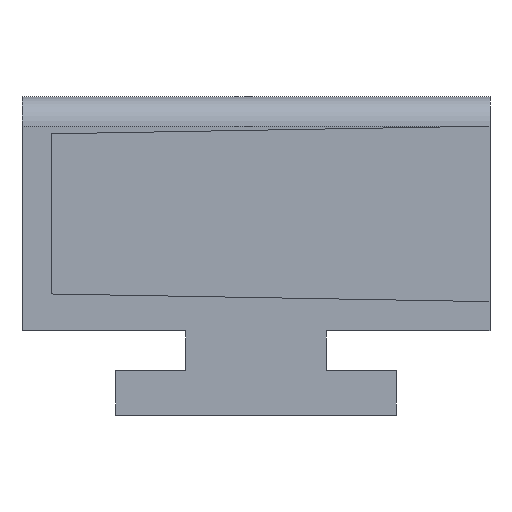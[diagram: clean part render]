
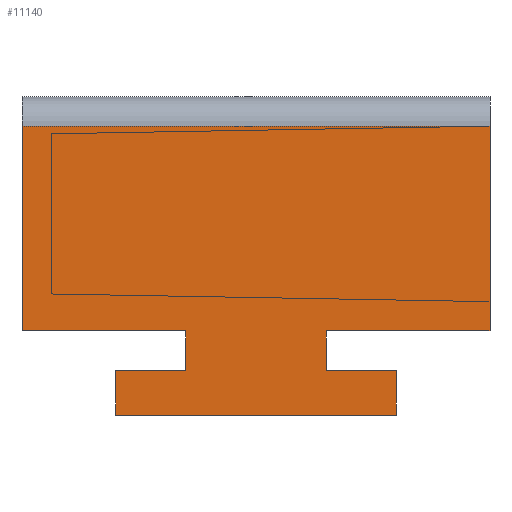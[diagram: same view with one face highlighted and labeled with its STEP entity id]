
A CAD part, front view. The second image highlights one B-rep face of the part: STEP entity #11140.
In plain terms, the highlighted planar face has unit normal (0, -1, 0).
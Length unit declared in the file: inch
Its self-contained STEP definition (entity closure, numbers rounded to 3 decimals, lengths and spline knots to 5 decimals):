
#11124=AXIS2_PLACEMENT_3D('Plane Axis2P3D',#11121,#11122,#11123) ;
#52=CARTESIAN_POINT('Vertex',(-0.3,0.,-0.17)) ;
#55=CARTESIAN_POINT('Line Origine',(-0.3,0.,-0.085)) ;
#59=CARTESIAN_POINT('Vertex',(-0.3,0.,0.)) ;
#123=CARTESIAN_POINT('Vertex',(0.3,0.,0.)) ;
#126=CARTESIAN_POINT('Line Origine',(0.3,0.,-0.085)) ;
#130=CARTESIAN_POINT('Vertex',(0.3,0.,-0.17)) ;
#330=CARTESIAN_POINT('Vertex',(-1.,0.,0.)) ;
#333=CARTESIAN_POINT('Line Origine',(-1.,0.,0.4375)) ;
#337=CARTESIAN_POINT('Vertex',(-1.,0.,0.875)) ;
#2261=CARTESIAN_POINT('Line Origine',(0.,0.,0.875)) ;
#2265=CARTESIAN_POINT('Vertex',(1.,0.,0.875)) ;
#2460=CARTESIAN_POINT('Line Origine',(-0.65,0.,0.)) ;
#7058=CARTESIAN_POINT('Line Origine',(1.,0.,0.4375)) ;
#7062=CARTESIAN_POINT('Vertex',(1.,0.,0.)) ;
#8086=CARTESIAN_POINT('Line Origine',(0.65,0.,0.)) ;
#8353=CARTESIAN_POINT('Vertex',(-0.6,0.,-0.17)) ;
#8356=CARTESIAN_POINT('Line Origine',(-0.45,0.,-0.17)) ;
#8519=CARTESIAN_POINT('Vertex',(-0.6,0.,-0.36)) ;
#8522=CARTESIAN_POINT('Line Origine',(-0.6,0.,-0.265)) ;
#8543=CARTESIAN_POINT('Vertex',(0.6,0.,-0.36)) ;
#8546=CARTESIAN_POINT('Line Origine',(0.,0.,-0.36)) ;
#8567=CARTESIAN_POINT('Vertex',(0.6,0.,-0.17)) ;
#8570=CARTESIAN_POINT('Line Origine',(0.6,0.,-0.265)) ;
#8610=CARTESIAN_POINT('Line Origine',(0.45,0.,-0.17)) ;
#11121=CARTESIAN_POINT('Axis2P3D Location',(0.,0.,0.)) ;
#56=DIRECTION('Vector Direction',(0.,0.,-1.)) ;
#127=DIRECTION('Vector Direction',(0.,0.,1.)) ;
#334=DIRECTION('Vector Direction',(0.,0.,-1.)) ;
#2262=DIRECTION('Vector Direction',(1.,0.,0.)) ;
#2461=DIRECTION('Vector Direction',(-1.,0.,0.)) ;
#7059=DIRECTION('Vector Direction',(0.,0.,1.)) ;
#8087=DIRECTION('Vector Direction',(-1.,0.,0.)) ;
#8357=DIRECTION('Vector Direction',(-1.,0.,0.)) ;
#8523=DIRECTION('Vector Direction',(0.,0.,-1.)) ;
#8547=DIRECTION('Vector Direction',(1.,0.,0.)) ;
#8571=DIRECTION('Vector Direction',(0.,0.,1.)) ;
#8611=DIRECTION('Vector Direction',(-1.,0.,0.)) ;
#11122=DIRECTION('Axis2P3D Direction',(0.,-1.,0.)) ;
#11123=DIRECTION('Axis2P3D XDirection',(1.,0.,0.)) ;
#57=VECTOR('Line Direction',#56,0.03937) ;
#128=VECTOR('Line Direction',#127,0.03937) ;
#335=VECTOR('Line Direction',#334,0.03937) ;
#2263=VECTOR('Line Direction',#2262,0.03937) ;
#2462=VECTOR('Line Direction',#2461,0.03937) ;
#7060=VECTOR('Line Direction',#7059,0.03937) ;
#8088=VECTOR('Line Direction',#8087,0.03937) ;
#8358=VECTOR('Line Direction',#8357,0.03937) ;
#8524=VECTOR('Line Direction',#8523,0.03937) ;
#8548=VECTOR('Line Direction',#8547,0.03937) ;
#8572=VECTOR('Line Direction',#8571,0.03937) ;
#8612=VECTOR('Line Direction',#8611,0.03937) ;
#11127=ORIENTED_EDGE('',*,*,#339,.T.) ;
#11128=ORIENTED_EDGE('',*,*,#2464,.T.) ;
#11129=ORIENTED_EDGE('',*,*,#61,.T.) ;
#11130=ORIENTED_EDGE('',*,*,#8360,.T.) ;
#11131=ORIENTED_EDGE('',*,*,#8526,.T.) ;
#11132=ORIENTED_EDGE('',*,*,#8550,.T.) ;
#11133=ORIENTED_EDGE('',*,*,#8574,.T.) ;
#11134=ORIENTED_EDGE('',*,*,#8614,.T.) ;
#11135=ORIENTED_EDGE('',*,*,#132,.T.) ;
#11136=ORIENTED_EDGE('',*,*,#8090,.T.) ;
#11137=ORIENTED_EDGE('',*,*,#7064,.T.) ;
#11138=ORIENTED_EDGE('',*,*,#2267,.T.) ;
#11140=ADVANCED_FACE('MASTER MODEL',(#11139),#11125,.T.) ;
#61=EDGE_CURVE('',#60,#53,#58,.T.) ;
#132=EDGE_CURVE('',#131,#124,#129,.T.) ;
#339=EDGE_CURVE('',#338,#331,#336,.T.) ;
#2267=EDGE_CURVE('',#2266,#338,#2264,.F.) ;
#2464=EDGE_CURVE('',#331,#60,#2463,.F.) ;
#7064=EDGE_CURVE('',#7063,#2266,#7061,.T.) ;
#8090=EDGE_CURVE('',#124,#7063,#8089,.F.) ;
#8360=EDGE_CURVE('',#53,#8354,#8359,.T.) ;
#8526=EDGE_CURVE('',#8354,#8520,#8525,.T.) ;
#8550=EDGE_CURVE('',#8520,#8544,#8549,.T.) ;
#8574=EDGE_CURVE('',#8544,#8568,#8573,.T.) ;
#8614=EDGE_CURVE('',#8568,#131,#8613,.T.) ;
#11126=EDGE_LOOP('',(#11127,#11128,#11129,#11130,#11131,#11132,#11133,#11134,#11135,#11136,#11137,#11138)) ;
#11139=FACE_OUTER_BOUND('',#11126,.T.) ;
#58=LINE('Line',#55,#57) ;
#129=LINE('Line',#126,#128) ;
#336=LINE('Line',#333,#335) ;
#2264=LINE('Line',#2261,#2263) ;
#2463=LINE('Line',#2460,#2462) ;
#7061=LINE('Line',#7058,#7060) ;
#8089=LINE('Line',#8086,#8088) ;
#8359=LINE('Line',#8356,#8358) ;
#8525=LINE('Line',#8522,#8524) ;
#8549=LINE('Line',#8546,#8548) ;
#8573=LINE('Line',#8570,#8572) ;
#8613=LINE('Line',#8610,#8612) ;
#11125=PLANE('',#11124) ;
#53=VERTEX_POINT('',#52) ;
#60=VERTEX_POINT('',#59) ;
#124=VERTEX_POINT('',#123) ;
#131=VERTEX_POINT('',#130) ;
#331=VERTEX_POINT('',#330) ;
#338=VERTEX_POINT('',#337) ;
#2266=VERTEX_POINT('',#2265) ;
#7063=VERTEX_POINT('',#7062) ;
#8354=VERTEX_POINT('',#8353) ;
#8520=VERTEX_POINT('',#8519) ;
#8544=VERTEX_POINT('',#8543) ;
#8568=VERTEX_POINT('',#8567) ;
